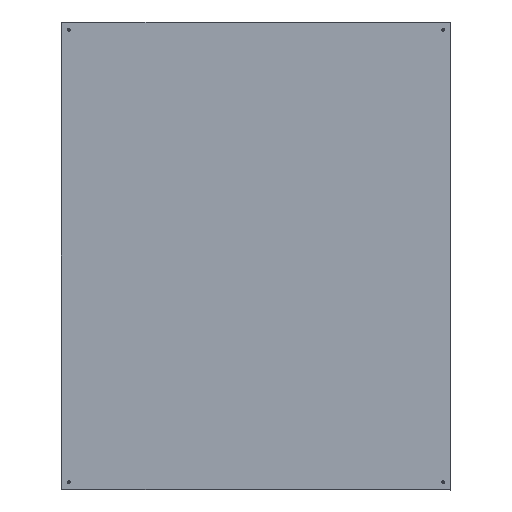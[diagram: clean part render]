
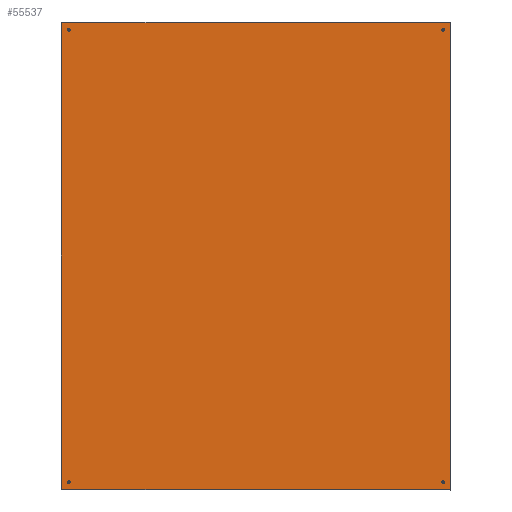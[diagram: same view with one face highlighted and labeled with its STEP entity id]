
A CAD part, front view. The second image highlights one B-rep face of the part: STEP entity #55537.
In plain terms, the highlighted planar face has unit normal (0, -1, 0).
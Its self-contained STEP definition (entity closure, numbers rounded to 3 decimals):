
#232 = EDGE_CURVE ( 'NONE', #66965, #27711, #71356, .T. ) ;
#556 = CARTESIAN_POINT ( 'NONE',  ( 480., -1.5, -580. ) ) ;
#1443 = FACE_BOUND ( 'NONE', #50808, .T. ) ;
#1673 = ORIENTED_EDGE ( 'NONE', *, *, #70261, .F. ) ;
#1765 = VECTOR ( 'NONE', #38207, 1000. ) ;
#2509 = VERTEX_POINT ( 'NONE', #71051 ) ;
#3091 = VERTEX_POINT ( 'NONE', #41806 ) ;
#4762 = VERTEX_POINT ( 'NONE', #64884 ) ;
#7005 = CARTESIAN_POINT ( 'NONE',  ( -497.7, -1.5, 6600. ) ) ;
#7547 = AXIS2_PLACEMENT_3D ( 'NONE', #9633, #33338, #57041 ) ;
#7873 = CARTESIAN_POINT ( 'NONE',  ( 480., -1.5, 576.1 ) ) ;
#9633 = CARTESIAN_POINT ( 'NONE',  ( 480., -1.5, 580. ) ) ;
#9736 = EDGE_CURVE ( 'NONE', #3091, #17084, #43885, .T. ) ;
#10254 = DIRECTION ( 'NONE',  ( 0., -1., 0. ) ) ;
#10385 = AXIS2_PLACEMENT_3D ( 'NONE', #14721, #38416, #62125 ) ;
#12748 = VERTEX_POINT ( 'NONE', #56388 ) ;
#13433 = DIRECTION ( 'NONE',  ( 0., -1., 0. ) ) ;
#13449 = DIRECTION ( 'NONE',  ( 0., 0., -1. ) ) ;
#14231 = EDGE_CURVE ( 'NONE', #27711, #66965, #41075, .T. ) ;
#14523 = CARTESIAN_POINT ( 'NONE',  ( 6500., -1.5, 597.7 ) ) ;
#14721 = CARTESIAN_POINT ( 'NONE',  ( -480., -1.5, -580. ) ) ;
#15324 = CARTESIAN_POINT ( 'NONE',  ( 498.4, -1.5, 597.7 ) ) ;
#15501 = VERTEX_POINT ( 'NONE', #65677 ) ;
#17084 = VERTEX_POINT ( 'NONE', #30986 ) ;
#17701 = CARTESIAN_POINT ( 'NONE',  ( -6500., -1.5, -597.7 ) ) ;
#17997 = LINE ( 'NONE', #41696, #72409 ) ;
#18264 = CARTESIAN_POINT ( 'NONE',  ( 480., -1.5, -580. ) ) ;
#19134 = CARTESIAN_POINT ( 'NONE',  ( -497.7, -1.5, 597.7 ) ) ;
#19328 = PLANE ( 'NONE',  #56523 ) ;
#19353 = CARTESIAN_POINT ( 'NONE',  ( -480., -1.5, 576.1 ) ) ;
#19730 = CARTESIAN_POINT ( 'NONE',  ( -480., -1.5, -580. ) ) ;
#20336 = CIRCLE ( 'NONE', #63787, 3.9 ) ;
#20414 = EDGE_CURVE ( 'NONE', #64281, #12748, #60274, .T. ) ;
#20526 = ORIENTED_EDGE ( 'NONE', *, *, #63929, .T. ) ;
#21873 = EDGE_LOOP ( 'NONE', ( #44482, #28111 ) ) ;
#21889 = ORIENTED_EDGE ( 'NONE', *, *, #40977, .F. ) ;
#22217 = VECTOR ( 'NONE', #30724, 1000. ) ;
#23542 = DIRECTION ( 'NONE',  ( 0., 0., -1. ) ) ;
#24996 = EDGE_CURVE ( 'NONE', #15501, #4762, #27329, .T. ) ;
#25156 = FACE_BOUND ( 'NONE', #21873, .T. ) ;
#26242 = VERTEX_POINT ( 'NONE', #15324 ) ;
#27329 = CIRCLE ( 'NONE', #70781, 3.9 ) ;
#27336 = CARTESIAN_POINT ( 'NONE',  ( 498.4, -1.5, -597.7 ) ) ;
#27711 = VERTEX_POINT ( 'NONE', #7873 ) ;
#27912 = AXIS2_PLACEMENT_3D ( 'NONE', #66715, #13433, #37141 ) ;
#28111 = ORIENTED_EDGE ( 'NONE', *, *, #232, .F. ) ;
#30724 = DIRECTION ( 'NONE',  ( 0., 0., -1. ) ) ;
#30986 = CARTESIAN_POINT ( 'NONE',  ( -480., -1.5, -576.1 ) ) ;
#33338 = DIRECTION ( 'NONE',  ( 0., -1., 0. ) ) ;
#33981 = DIRECTION ( 'NONE',  ( 0., 0., -1. ) ) ;
#36073 = CIRCLE ( 'NONE', #46017, 3.9 ) ;
#37141 = DIRECTION ( 'NONE',  ( 0., 0., 1. ) ) ;
#37619 = DIRECTION ( 'NONE',  ( 0., -1., 0. ) ) ;
#38207 = DIRECTION ( 'NONE',  ( -1., 0., 0. ) ) ;
#38416 = DIRECTION ( 'NONE',  ( 0., -1., 0. ) ) ;
#39640 = ORIENTED_EDGE ( 'NONE', *, *, #9736, .F. ) ;
#40024 = VERTEX_POINT ( 'NONE', #27336 ) ;
#40977 = EDGE_CURVE ( 'NONE', #58457, #2509, #36073, .T. ) ;
#41075 = CIRCLE ( 'NONE', #7547, 3.9 ) ;
#41263 = AXIS2_PLACEMENT_3D ( 'NONE', #18264, #41973, #65669 ) ;
#41265 = CIRCLE ( 'NONE', #51173, 3.9 ) ;
#41353 = CARTESIAN_POINT ( 'NONE',  ( 480., -1.5, 583.9 ) ) ;
#41417 = DIRECTION ( 'NONE',  ( 1., 0., 0. ) ) ;
#41696 = CARTESIAN_POINT ( 'NONE',  ( 498.4, -1.5, 597.7 ) ) ;
#41806 = CARTESIAN_POINT ( 'NONE',  ( -480., -1.5, -583.9 ) ) ;
#41973 = DIRECTION ( 'NONE',  ( 0., -1., 0. ) ) ;
#42086 = DIRECTION ( 'NONE',  ( 0., -1., 0. ) ) ;
#43024 = CARTESIAN_POINT ( 'NONE',  ( 0., -1.5, 0. ) ) ;
#43885 = CIRCLE ( 'NONE', #10385, 3.9 ) ;
#44083 = EDGE_CURVE ( 'NONE', #4762, #15501, #74784, .T. ) ;
#44482 = ORIENTED_EDGE ( 'NONE', *, *, #14231, .F. ) ;
#46017 = AXIS2_PLACEMENT_3D ( 'NONE', #53081, #76809, #23542 ) ;
#46395 = EDGE_LOOP ( 'NONE', ( #39640, #52329 ) ) ;
#48859 = FACE_BOUND ( 'NONE', #66989, .T. ) ;
#50808 = EDGE_LOOP ( 'NONE', ( #75344, #76654 ) ) ;
#51173 = AXIS2_PLACEMENT_3D ( 'NONE', #63490, #10254, #33981 ) ;
#51614 = EDGE_CURVE ( 'NONE', #40024, #26242, #17997, .T. ) ;
#52329 = ORIENTED_EDGE ( 'NONE', *, *, #76428, .F. ) ;
#52650 = VECTOR ( 'NONE', #41417, 1000. ) ;
#53081 = CARTESIAN_POINT ( 'NONE',  ( -480., -1.5, 580. ) ) ;
#54187 = EDGE_CURVE ( 'NONE', #12748, #40024, #70930, .T. ) ;
#54654 = FACE_BOUND ( 'NONE', #46395, .T. ) ;
#55537 = ADVANCED_FACE ( 'NONE', ( #54654, #1443, #25156, #48859, #72594 ), #19328, .T. ) ;
#56388 = CARTESIAN_POINT ( 'NONE',  ( -497.7, -1.5, -597.7 ) ) ;
#56523 = AXIS2_PLACEMENT_3D ( 'NONE', #43024, #66735, #13449 ) ;
#57041 = DIRECTION ( 'NONE',  ( 0., 0., 1. ) ) ;
#58235 = ORIENTED_EDGE ( 'NONE', *, *, #54187, .T. ) ;
#58457 = VERTEX_POINT ( 'NONE', #19353 ) ;
#58829 = EDGE_LOOP ( 'NONE', ( #61784, #58235, #74216, #20526 ) ) ;
#60274 = LINE ( 'NONE', #7005, #22217 ) ;
#61334 = DIRECTION ( 'NONE',  ( 0., 0., 1. ) ) ;
#61784 = ORIENTED_EDGE ( 'NONE', *, *, #20414, .T. ) ;
#62125 = DIRECTION ( 'NONE',  ( 0., 0., 1. ) ) ;
#63490 = CARTESIAN_POINT ( 'NONE',  ( -480., -1.5, 580. ) ) ;
#63787 = AXIS2_PLACEMENT_3D ( 'NONE', #19730, #37619, #61334 ) ;
#63929 = EDGE_CURVE ( 'NONE', #26242, #64281, #73634, .T. ) ;
#64281 = VERTEX_POINT ( 'NONE', #19134 ) ;
#64884 = CARTESIAN_POINT ( 'NONE',  ( 480., -1.5, -583.9 ) ) ;
#65389 = DIRECTION ( 'NONE',  ( 0., 0., 1. ) ) ;
#65669 = DIRECTION ( 'NONE',  ( 0., 0., -1. ) ) ;
#65677 = CARTESIAN_POINT ( 'NONE',  ( 480., -1.5, -576.1 ) ) ;
#65780 = DIRECTION ( 'NONE',  ( 0., 0., -1. ) ) ;
#66715 = CARTESIAN_POINT ( 'NONE',  ( 480., -1.5, 580. ) ) ;
#66735 = DIRECTION ( 'NONE',  ( 0., -1., 0. ) ) ;
#66965 = VERTEX_POINT ( 'NONE', #41353 ) ;
#66989 = EDGE_LOOP ( 'NONE', ( #21889, #1673 ) ) ;
#70261 = EDGE_CURVE ( 'NONE', #2509, #58457, #41265, .T. ) ;
#70781 = AXIS2_PLACEMENT_3D ( 'NONE', #556, #42086, #65780 ) ;
#70930 = LINE ( 'NONE', #17701, #52650 ) ;
#71051 = CARTESIAN_POINT ( 'NONE',  ( -480., -1.5, 583.9 ) ) ;
#71356 = CIRCLE ( 'NONE', #27912, 3.9 ) ;
#72409 = VECTOR ( 'NONE', #65389, 1000. ) ;
#72594 = FACE_OUTER_BOUND ( 'NONE', #58829, .T. ) ;
#73634 = LINE ( 'NONE', #14523, #1765 ) ;
#74216 = ORIENTED_EDGE ( 'NONE', *, *, #51614, .T. ) ;
#74784 = CIRCLE ( 'NONE', #41263, 3.9 ) ;
#75344 = ORIENTED_EDGE ( 'NONE', *, *, #44083, .F. ) ;
#76428 = EDGE_CURVE ( 'NONE', #17084, #3091, #20336, .T. ) ;
#76654 = ORIENTED_EDGE ( 'NONE', *, *, #24996, .F. ) ;
#76809 = DIRECTION ( 'NONE',  ( 0., -1., 0. ) ) ;
